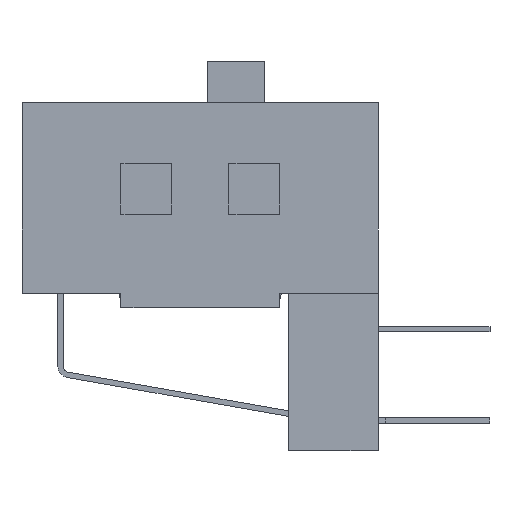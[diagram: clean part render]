
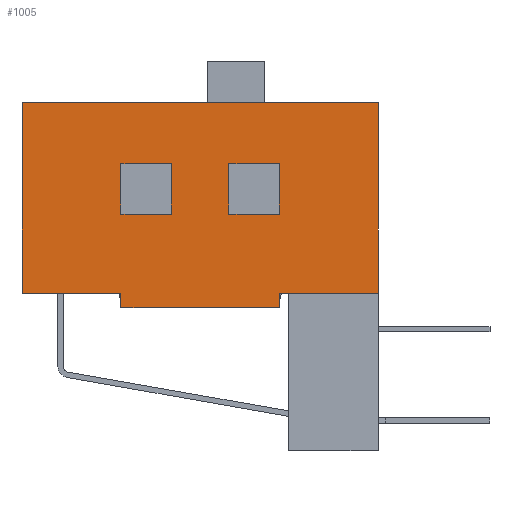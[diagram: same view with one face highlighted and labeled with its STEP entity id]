
A CAD part, left-side view. The second image highlights one B-rep face of the part: STEP entity #1005.
In plain terms, the highlighted planar face has unit normal (-1, 0, 0).
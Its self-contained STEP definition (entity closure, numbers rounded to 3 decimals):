
#1005 = ADVANCED_FACE( '', ( #2027, #2028, #2029 ), #2030, .F. );
#2027 = FACE_BOUND( '', #3105, .T. );
#2028 = FACE_OUTER_BOUND( '', #3106, .T. );
#2029 = FACE_BOUND( '', #3107, .T. );
#2030 = PLANE( '', #3108 );
#3105 = EDGE_LOOP( '', ( #5814, #5815, #5816, #5817 ) );
#3106 = EDGE_LOOP( '', ( #5818, #5819, #5820, #5821, #5822, #5823, #5824, #5825 ) );
#3107 = EDGE_LOOP( '', ( #5826, #5827, #5828, #5829 ) );
#3108 = AXIS2_PLACEMENT_3D( '', #5830, #5831, #5832 );
#5814 = ORIENTED_EDGE( '', *, *, #7259, .F. );
#5815 = ORIENTED_EDGE( '', *, *, #7932, .F. );
#5816 = ORIENTED_EDGE( '', *, *, #7619, .F. );
#5817 = ORIENTED_EDGE( '', *, *, #7491, .F. );
#5818 = ORIENTED_EDGE( '', *, *, #7933, .T. );
#5819 = ORIENTED_EDGE( '', *, *, #7835, .T. );
#5820 = ORIENTED_EDGE( '', *, *, #7934, .F. );
#5821 = ORIENTED_EDGE( '', *, *, #7814, .F. );
#5822 = ORIENTED_EDGE( '', *, *, #7310, .T. );
#5823 = ORIENTED_EDGE( '', *, *, #6825, .T. );
#5824 = ORIENTED_EDGE( '', *, *, #7564, .T. );
#5825 = ORIENTED_EDGE( '', *, *, #7935, .T. );
#5826 = ORIENTED_EDGE( '', *, *, #7331, .F. );
#5827 = ORIENTED_EDGE( '', *, *, #7936, .F. );
#5828 = ORIENTED_EDGE( '', *, *, #7399, .F. );
#5829 = ORIENTED_EDGE( '', *, *, #7937, .F. );
#5830 = CARTESIAN_POINT( '', ( -3.04, 4.95, 5.7 ) );
#5831 = DIRECTION( '', ( 1., 0., 0. ) );
#5832 = DIRECTION( '', ( 0., 1., 0. ) );
#6825 = EDGE_CURVE( '', #8145, #8143, #8146, .T. );
#7259 = EDGE_CURVE( '', #8892, #8895, #8896, .T. );
#7310 = EDGE_CURVE( '', #8979, #8145, #8980, .T. );
#7331 = EDGE_CURVE( '', #9011, #9014, #9015, .T. );
#7399 = EDGE_CURVE( '', #9121, #9124, #9125, .T. );
#7491 = EDGE_CURVE( '', #8895, #9261, #9262, .T. );
#7564 = EDGE_CURVE( '', #8143, #9363, #9365, .T. );
#7619 = EDGE_CURVE( '', #9261, #9444, #9445, .T. );
#7814 = EDGE_CURVE( '', #8979, #9716, #9717, .T. );
#7835 = EDGE_CURVE( '', #9747, #9745, #9748, .T. );
#7932 = EDGE_CURVE( '', #9444, #8892, #9860, .T. );
#7933 = EDGE_CURVE( '', #9861, #9747, #9862, .T. );
#7934 = EDGE_CURVE( '', #9716, #9745, #9863, .T. );
#7935 = EDGE_CURVE( '', #9363, #9861, #9864, .T. );
#7936 = EDGE_CURVE( '', #9124, #9011, #9865, .T. );
#7937 = EDGE_CURVE( '', #9014, #9121, #9866, .T. );
#8143 = VERTEX_POINT( '', #10097 );
#8145 = VERTEX_POINT( '', #10100 );
#8146 = LINE( '', #10101, #10102 );
#8892 = VERTEX_POINT( '', #11276 );
#8895 = VERTEX_POINT( '', #11280 );
#8896 = LINE( '', #11281, #11282 );
#8979 = VERTEX_POINT( '', #11409 );
#8980 = LINE( '', #11410, #11411 );
#9011 = VERTEX_POINT( '', #11456 );
#9014 = VERTEX_POINT( '', #11460 );
#9015 = LINE( '', #11461, #11462 );
#9121 = VERTEX_POINT( '', #11615 );
#9124 = VERTEX_POINT( '', #11619 );
#9125 = LINE( '', #11620, #11621 );
#9261 = VERTEX_POINT( '', #11923 );
#9262 = LINE( '', #11924, #11925 );
#9363 = VERTEX_POINT( '', #12079 );
#9365 = LINE( '', #12082, #12083 );
#9444 = VERTEX_POINT( '', #12200 );
#9445 = LINE( '', #12201, #12202 );
#9716 = VERTEX_POINT( '', #12622 );
#9717 = LINE( '', #12623, #12624 );
#9745 = VERTEX_POINT( '', #12704 );
#9747 = VERTEX_POINT( '', #12707 );
#9748 = LINE( '', #12708, #12709 );
#9860 = LINE( '', #12883, #12884 );
#9861 = VERTEX_POINT( '', #12885 );
#9862 = LINE( '', #12886, #12887 );
#9863 = LINE( '', #12888, #12889 );
#9864 = LINE( '', #12890, #12891 );
#9865 = LINE( '', #12892, #12893 );
#9866 = LINE( '', #12894, #12895 );
#10097 = CARTESIAN_POINT( '', ( -3.04, 2.2, 0.4 ) );
#10100 = CARTESIAN_POINT( '', ( -3.04, 4.95, 0.4 ) );
#10101 = CARTESIAN_POINT( '', ( -3.04, 4.95, 0.4 ) );
#10102 = VECTOR( '', #13175, 1000. );
#11276 = CARTESIAN_POINT( '', ( -3.04, 2.2, 4. ) );
#11280 = CARTESIAN_POINT( '', ( -3.04, 2.2, 2.6 ) );
#11281 = CARTESIAN_POINT( '', ( -3.04, 2.2, 4. ) );
#11282 = VECTOR( '', #13553, 1000. );
#11409 = CARTESIAN_POINT( '', ( -3.04, 4.95, 5.7 ) );
#11410 = CARTESIAN_POINT( '', ( -3.04, 4.95, 5.7 ) );
#11411 = VECTOR( '', #13595, 1000. );
#11456 = CARTESIAN_POINT( '', ( -3.04, -0.8, 4. ) );
#11460 = CARTESIAN_POINT( '', ( -3.04, -0.8, 2.6 ) );
#11461 = CARTESIAN_POINT( '', ( -3.04, -0.8, 4. ) );
#11462 = VECTOR( '', #13611, 1000. );
#11615 = CARTESIAN_POINT( '', ( -3.04, -2.2, 2.6 ) );
#11619 = CARTESIAN_POINT( '', ( -3.04, -2.2, 4. ) );
#11620 = CARTESIAN_POINT( '', ( -3.04, -2.2, 2.6 ) );
#11621 = VECTOR( '', #13675, 1000. );
#11923 = CARTESIAN_POINT( '', ( -3.04, 0.8, 2.6 ) );
#11924 = CARTESIAN_POINT( '', ( -3.04, 2.2, 2.6 ) );
#11925 = VECTOR( '', #13750, 1000. );
#12079 = CARTESIAN_POINT( '', ( -3.04, 2.2, 0. ) );
#12082 = CARTESIAN_POINT( '', ( -3.04, 2.2, 0.4 ) );
#12083 = VECTOR( '', #13800, 1000. );
#12200 = CARTESIAN_POINT( '', ( -3.04, 0.8, 4. ) );
#12201 = CARTESIAN_POINT( '', ( -3.04, 0.8, 2.6 ) );
#12202 = VECTOR( '', #13841, 1000. );
#12622 = CARTESIAN_POINT( '', ( -3.04, -4.95, 5.7 ) );
#12623 = CARTESIAN_POINT( '', ( -3.04, 4.95, 5.7 ) );
#12624 = VECTOR( '', #13988, 1000. );
#12704 = CARTESIAN_POINT( '', ( -3.04, -4.95, 0.4 ) );
#12707 = CARTESIAN_POINT( '', ( -3.04, -2.2, 0.4 ) );
#12708 = CARTESIAN_POINT( '', ( -3.04, -2.2, 0.4 ) );
#12709 = VECTOR( '', #13997, 1000. );
#12883 = CARTESIAN_POINT( '', ( -3.04, 0.8, 4. ) );
#12884 = VECTOR( '', #14054, 1000. );
#12885 = CARTESIAN_POINT( '', ( -3.04, -2.2, 0. ) );
#12886 = CARTESIAN_POINT( '', ( -3.04, -2.2, 0. ) );
#12887 = VECTOR( '', #14055, 1000. );
#12888 = CARTESIAN_POINT( '', ( -3.04, -4.95, 5.7 ) );
#12889 = VECTOR( '', #14056, 1000. );
#12890 = CARTESIAN_POINT( '', ( -3.04, 4.95, 0. ) );
#12891 = VECTOR( '', #14057, 1000. );
#12892 = CARTESIAN_POINT( '', ( -3.04, -2.2, 4. ) );
#12893 = VECTOR( '', #14058, 1000. );
#12894 = CARTESIAN_POINT( '', ( -3.04, -0.8, 2.6 ) );
#12895 = VECTOR( '', #14059, 1000. );
#13175 = DIRECTION( '', ( 0., -1., 0. ) );
#13553 = DIRECTION( '', ( 0., 0., -1. ) );
#13595 = DIRECTION( '', ( 0., 0., -1. ) );
#13611 = DIRECTION( '', ( 0., 0., -1. ) );
#13675 = DIRECTION( '', ( 0., 0., 1. ) );
#13750 = DIRECTION( '', ( 0., -1., 0. ) );
#13800 = DIRECTION( '', ( 0., 0., -1. ) );
#13841 = DIRECTION( '', ( 0., 0., 1. ) );
#13988 = DIRECTION( '', ( 0., -1., 0. ) );
#13997 = DIRECTION( '', ( 0., -1., 0. ) );
#14054 = DIRECTION( '', ( 0., 1., 0. ) );
#14055 = DIRECTION( '', ( 0., 0., 1. ) );
#14056 = DIRECTION( '', ( 0., 0., -1. ) );
#14057 = DIRECTION( '', ( 0., -1., 0. ) );
#14058 = DIRECTION( '', ( 0., 1., 0. ) );
#14059 = DIRECTION( '', ( 0., -1., 0. ) );
